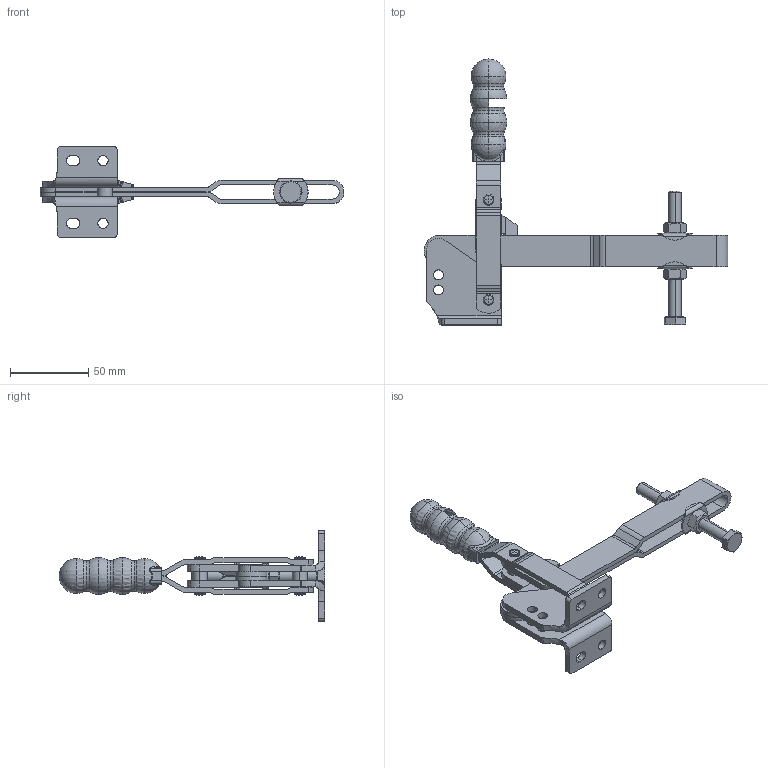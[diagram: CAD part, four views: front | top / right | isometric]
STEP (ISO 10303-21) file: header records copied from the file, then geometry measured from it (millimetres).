
FILE_DESCRIPTION(('CATIA V5 STEP Exchange'),'2;1');
FILE_NAME('VERTIKALSPANNER_TS_V_290_UB_L75_357858_TUENKERS.stp','2019-02-06T07:05:51+00:00',('none'),('none'),'CATIA Version 5 Release 19 SP 9 (IN-10)','CATIA V5 STEP AP214','none');
FILE_SCHEMA(('AUTOMOTIVE_DESIGN { 1 0 10303 214 1 1 1 1 }'));
Length unit declared in the file: millimetre
Products named in the file (1): VERTIKALSPANNER_TS_V_290_UB_L75_357858
Bounding box: 193.56 x 169.49 x 58.01 mm (x, y, z)
Volume: 84716.6 mm3; surface area: 51408.4 mm2
Topology: 1 solids, 2 shells, 421 faces, 1265 edges, 805 vertices
Faces by surface type: cylinder 161, plane 140, torus 40, sphere 32, bspline 30, cone 18
Entity records: 18443 total; most frequent: CARTESIAN_POINT 7937, ORIENTED_EDGE 2434, DIRECTION 1663, EDGE_CURVE 1217, VERTEX_POINT 805, AXIS2_PLACEMENT_3D 800, VECTOR 483, LINE 483
